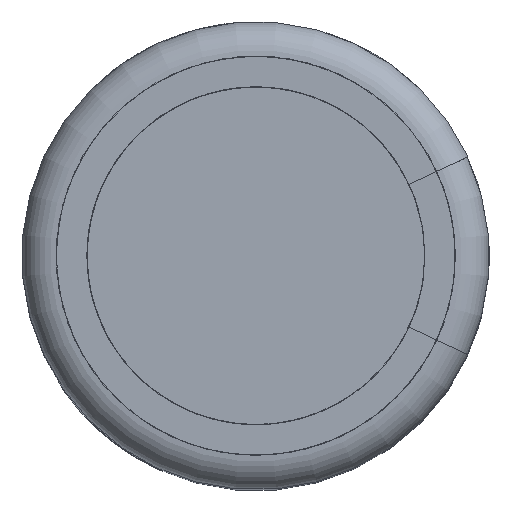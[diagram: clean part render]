
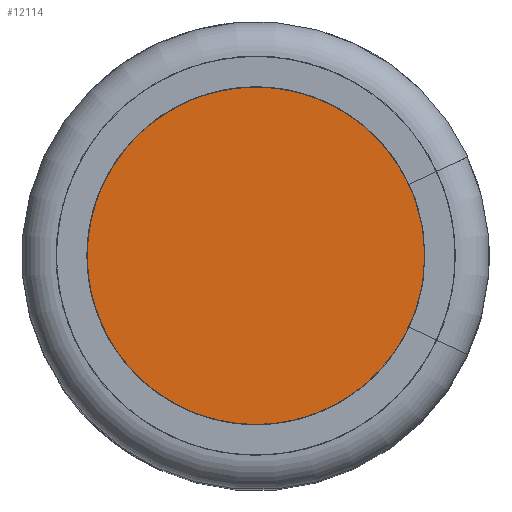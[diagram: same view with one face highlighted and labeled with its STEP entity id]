
A CAD part, top view. The second image highlights one B-rep face of the part: STEP entity #12114.
In plain terms, the highlighted planar face has unit normal (0, 0, 1).
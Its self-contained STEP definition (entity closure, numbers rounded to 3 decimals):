
#1795=PLANE('',#12956);
#2098=CIRCLE('',#12955,3.413);
#4552=ORIENTED_EDGE('',*,*,#5791,.F.);
#5791=EDGE_CURVE('',#6632,#6632,#2098,.T.);
#6632=VERTEX_POINT('',#23628);
#7425=EDGE_LOOP('',(#4552));
#8041=FACE_BOUND('',#7425,.T.);
#12114=ADVANCED_FACE('',(#8041),#1795,.T.);
#12955=AXIS2_PLACEMENT_3D('',#23627,#15254,#15255);
#12956=AXIS2_PLACEMENT_3D('',#23629,#15256,#15257);
#15254=DIRECTION('',(0.,0.,-1.));
#15255=DIRECTION('',(-1.,0.,0.));
#15256=DIRECTION('',(0.,0.,1.));
#15257=DIRECTION('',(1.,0.,0.));
#23627=CARTESIAN_POINT('',(0.,0.,11.28));
#23628=CARTESIAN_POINT('',(-3.413,0.,11.28));
#23629=CARTESIAN_POINT('',(-3.413,0.,11.28));
